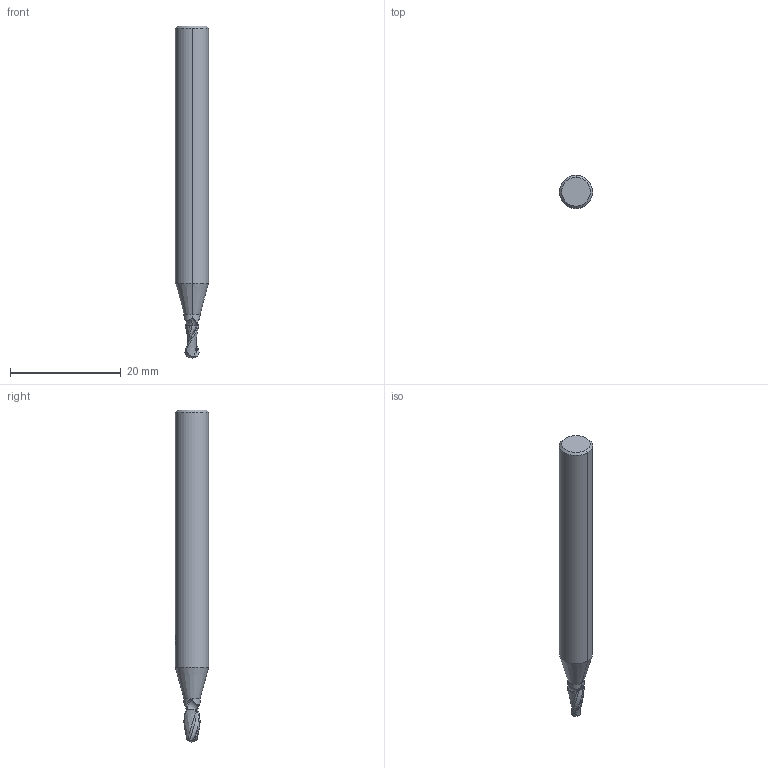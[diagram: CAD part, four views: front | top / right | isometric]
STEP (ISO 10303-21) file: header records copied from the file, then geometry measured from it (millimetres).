
FILE_DESCRIPTION(('no description'),'unknown implementation level');
FILE_NAME('solidw3Rg0JIRU2FfXSQgfAahClxS4uw_1.STP',' ',('CIM GmbH Aachen'),('CADClick - KiM GmbH - www.kimweb.de'),'unknown preprocess','ACIS','unknown authorization');
FILE_SCHEMA(('automotive_design'));
Length unit declared in the file: millimetre
Products named in the file (2): 1; 2
Bounding box: 6 x 6 x 60 mm (x, y, z)
Volume: 1432.2 mm3; surface area: 1052.4 mm2
Topology: 2 solids, 2 shells, 60 faces, 167 edges, 111 vertices
Faces by surface type: plane 15, cylinder 11, cone 10, revolution 10, bspline 8, sphere 6
Entity records: 5732 total; most frequent: CARTESIAN_POINT 2369, STYLED_ITEM 340, PRESENTATION_STYLE_ASSIGNMENT 340, COLOUR_RGB 340, ORIENTED_EDGE 334, DIRECTION 258, EDGE_CURVE 167, CURVE_STYLE 167
